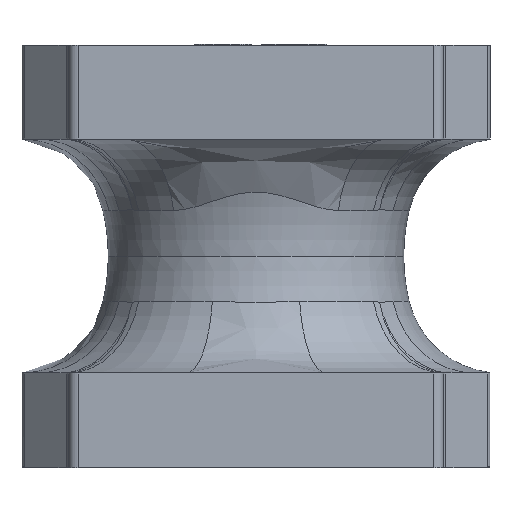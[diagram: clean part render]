
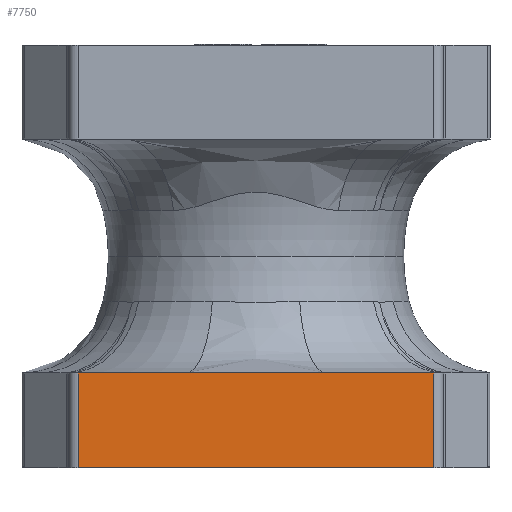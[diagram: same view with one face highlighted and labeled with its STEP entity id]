
A CAD part, front view. The second image highlights one B-rep face of the part: STEP entity #7750.
In plain terms, the highlighted planar face has unit normal (0, -1, 0).
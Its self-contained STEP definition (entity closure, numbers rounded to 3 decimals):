
#143 = VECTOR ( 'NONE', #14812, 1000. ) ;
#393 = DIRECTION ( 'NONE',  ( -1., 0., 0. ) ) ;
#694 = EDGE_CURVE ( 'NONE', #3465, #3336, #6442, .T. ) ;
#1513 = ORIENTED_EDGE ( 'NONE', *, *, #13867, .F. ) ;
#1532 = EDGE_CURVE ( 'NONE', #11316, #15773, #1833, .T. ) ;
#1586 = DIRECTION ( 'NONE',  ( 0., 0., -1. ) ) ;
#1833 = LINE ( 'NONE', #4553, #3452 ) ;
#2017 = CARTESIAN_POINT ( 'NONE',  ( 1.9, -2.5, -0.01 ) ) ;
#2358 = ORIENTED_EDGE ( 'NONE', *, *, #12712, .F. ) ;
#2424 = EDGE_LOOP ( 'NONE', ( #6559, #9501, #6290, #2358, #1513, #10493 ) ) ;
#2464 = CARTESIAN_POINT ( 'NONE',  ( -0.743, -2.5, 1. ) ) ;
#2480 = VECTOR ( 'NONE', #16663, 1000. ) ;
#2525 = EDGE_CURVE ( 'NONE', #11316, #8828, #12336, .T. ) ;
#3038 = VECTOR ( 'NONE', #12078, 1000. ) ;
#3107 = VERTEX_POINT ( 'NONE', #5743 ) ;
#3302 = DIRECTION ( 'NONE',  ( 0., 1., 0. ) ) ;
#3336 = VERTEX_POINT ( 'NONE', #2017 ) ;
#3452 = VECTOR ( 'NONE', #1586, 1000. ) ;
#3465 = VERTEX_POINT ( 'NONE', #16181 ) ;
#3752 = CARTESIAN_POINT ( 'NONE',  ( -1.9, -2.5, 1. ) ) ;
#3905 = CARTESIAN_POINT ( 'NONE',  ( 1.9, -2.5, 1. ) ) ;
#4125 = VECTOR ( 'NONE', #393, 1000. ) ;
#4178 = CARTESIAN_POINT ( 'NONE',  ( 0., -2.5, 1. ) ) ;
#4553 = CARTESIAN_POINT ( 'NONE',  ( -1.9, -2.5, 1. ) ) ;
#4618 = CARTESIAN_POINT ( 'NONE',  ( -1.9, -2.5, -0.01 ) ) ;
#5743 = CARTESIAN_POINT ( 'NONE',  ( 0.743, -2.5, 1. ) ) ;
#6176 = VECTOR ( 'NONE', #10394, 1000. ) ;
#6290 = ORIENTED_EDGE ( 'NONE', *, *, #694, .F. ) ;
#6442 = LINE ( 'NONE', #3905, #6176 ) ;
#6559 = ORIENTED_EDGE ( 'NONE', *, *, #1532, .T. ) ;
#6719 = LINE ( 'NONE', #4178, #3038 ) ;
#6990 = CARTESIAN_POINT ( 'NONE',  ( -1.9, -2.5, -0.01 ) ) ;
#7153 = FACE_OUTER_BOUND ( 'NONE', #2424, .T. ) ;
#7469 = EDGE_CURVE ( 'NONE', #3336, #15773, #12722, .T. ) ;
#7750 = ADVANCED_FACE ( 'NONE', ( #7153 ), #11185, .F. ) ;
#8828 = VERTEX_POINT ( 'NONE', #2464 ) ;
#9501 = ORIENTED_EDGE ( 'NONE', *, *, #7469, .F. ) ;
#10394 = DIRECTION ( 'NONE',  ( 0., 0., -1. ) ) ;
#10493 = ORIENTED_EDGE ( 'NONE', *, *, #2525, .F. ) ;
#11185 = PLANE ( 'NONE',  #14834 ) ;
#11316 = VERTEX_POINT ( 'NONE', #3752 ) ;
#12078 = DIRECTION ( 'NONE',  ( 1., 0., 0. ) ) ;
#12336 = LINE ( 'NONE', #17316, #143 ) ;
#12560 = LINE ( 'NONE', #12717, #2480 ) ;
#12712 = EDGE_CURVE ( 'NONE', #3107, #3465, #12560, .T. ) ;
#12717 = CARTESIAN_POINT ( 'NONE',  ( 0., -2.5, 1. ) ) ;
#12722 = LINE ( 'NONE', #4618, #4125 ) ;
#13867 = EDGE_CURVE ( 'NONE', #8828, #3107, #6719, .T. ) ;
#14812 = DIRECTION ( 'NONE',  ( 1., 0., 0. ) ) ;
#14834 = AXIS2_PLACEMENT_3D ( 'NONE', #15102, #3302, #15007 ) ;
#15007 = DIRECTION ( 'NONE',  ( 0., 0., 1. ) ) ;
#15102 = CARTESIAN_POINT ( 'NONE',  ( 0., -2.5, 1. ) ) ;
#15773 = VERTEX_POINT ( 'NONE', #6990 ) ;
#16181 = CARTESIAN_POINT ( 'NONE',  ( 1.9, -2.5, 1. ) ) ;
#16663 = DIRECTION ( 'NONE',  ( 1., 0., 0. ) ) ;
#17316 = CARTESIAN_POINT ( 'NONE',  ( 0., -2.5, 1. ) ) ;
